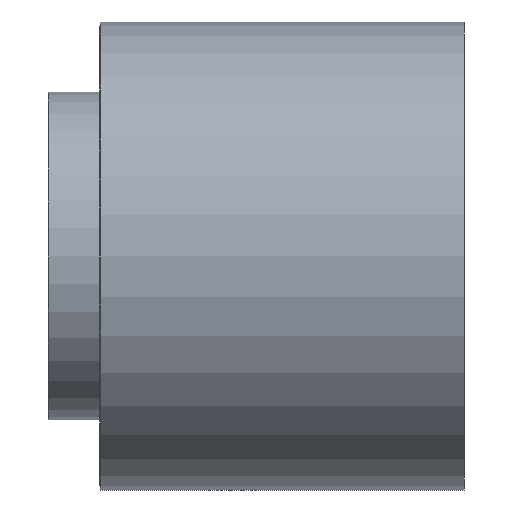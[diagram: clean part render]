
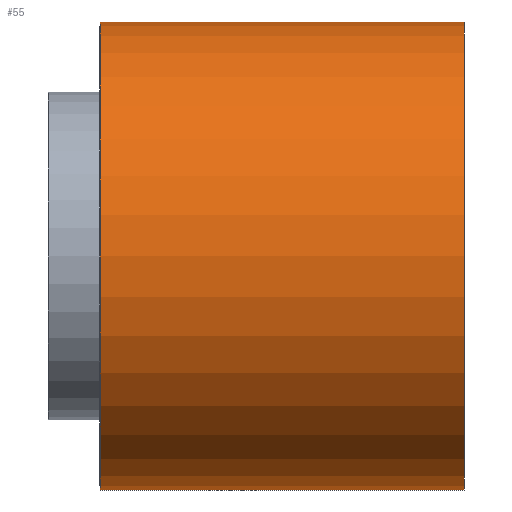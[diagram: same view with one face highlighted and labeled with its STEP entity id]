
A CAD part, front view. The second image highlights one B-rep face of the part: STEP entity #55.
In plain terms, the highlighted cylindrical face has radius 45 mm (diameter 90 mm), a full revolution.
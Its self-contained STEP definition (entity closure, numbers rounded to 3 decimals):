
#55 = ADVANCED_FACE( '', ( #128, #129 ), #130, .T. );
#128 = FACE_OUTER_BOUND( '', #233, .T. );
#129 = FACE_OUTER_BOUND( '', #234, .T. );
#130 = CYLINDRICAL_SURFACE( '', #235, 45. );
#233 = EDGE_LOOP( '', ( #355 ) );
#234 = EDGE_LOOP( '', ( #356 ) );
#235 = AXIS2_PLACEMENT_3D( '', #357, #358, #359 );
#355 = ORIENTED_EDGE( '', *, *, #568, .F. );
#356 = ORIENTED_EDGE( '', *, *, #569, .T. );
#357 = CARTESIAN_POINT( '', ( 50., 0., 0. ) );
#358 = DIRECTION( '', ( -1., 0., 0. ) );
#359 = DIRECTION( '', ( 0., 0., -1. ) );
#568 = EDGE_CURVE( '', #675, #675, #676, .T. );
#569 = EDGE_CURVE( '', #677, #677, #678, .T. );
#675 = VERTEX_POINT( '', #951 );
#676 = CIRCLE( '', #952, 45. );
#677 = VERTEX_POINT( '', #953 );
#678 = CIRCLE( '', #954, 45. );
#951 = CARTESIAN_POINT( '', ( 80., 0., -45. ) );
#952 = AXIS2_PLACEMENT_3D( '', #1236, #1237, #1238 );
#953 = CARTESIAN_POINT( '', ( 10., 0., -45. ) );
#954 = AXIS2_PLACEMENT_3D( '', #1239, #1240, #1241 );
#1236 = CARTESIAN_POINT( '', ( 80., 0., 0. ) );
#1237 = DIRECTION( '', ( 1., 0., 0. ) );
#1238 = DIRECTION( '', ( 0., 0., -1. ) );
#1239 = CARTESIAN_POINT( '', ( 10., 0., 0. ) );
#1240 = DIRECTION( '', ( 1., 0., 0. ) );
#1241 = DIRECTION( '', ( 0., 0., -1. ) );
